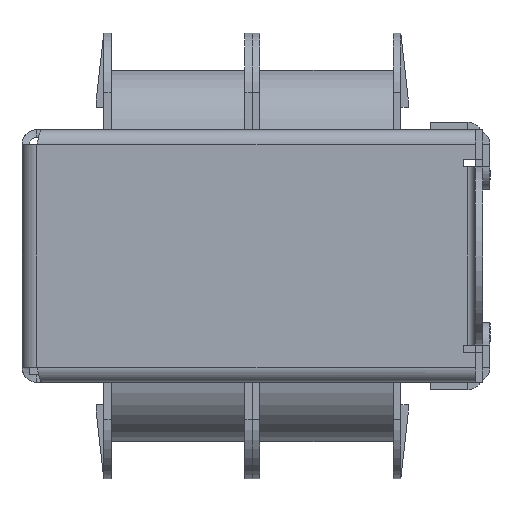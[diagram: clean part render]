
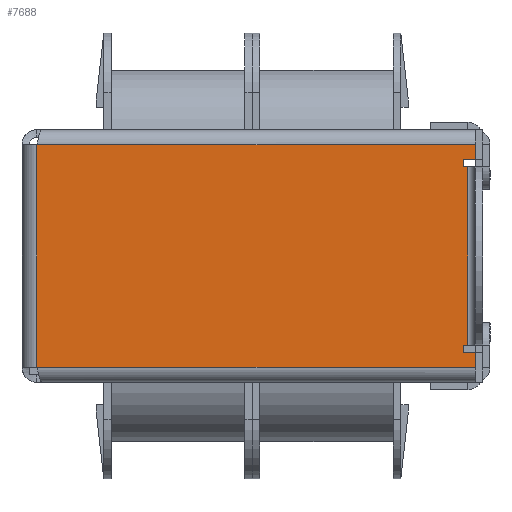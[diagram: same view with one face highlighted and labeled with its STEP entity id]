
A CAD part, left-side view. The second image highlights one B-rep face of the part: STEP entity #7688.
In plain terms, the highlighted planar face has unit normal (-1, 0, 0).
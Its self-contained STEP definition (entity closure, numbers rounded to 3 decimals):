
#560=FACE_OUTER_BOUND('',#1016,.T.);
#1016=EDGE_LOOP('',(#5353,#5354,#5355,#5356,#5357,#5358,#5359,#5360,#5361,
#5362,#5363,#5364));
#1523=LINE('',#11381,#2451);
#1531=LINE('',#11406,#2459);
#1532=LINE('',#11410,#2460);
#1536=LINE('',#11417,#2464);
#1546=LINE('',#11438,#2474);
#1549=LINE('',#11443,#2477);
#1551=LINE('',#11446,#2479);
#1552=LINE('',#11449,#2480);
#1553=LINE('',#11451,#2481);
#1554=LINE('',#11453,#2482);
#1555=LINE('',#11455,#2483);
#1556=LINE('',#11456,#2484);
#2451=VECTOR('',#9173,10.);
#2459=VECTOR('',#9203,10.);
#2460=VECTOR('',#9206,10.);
#2464=VECTOR('',#9212,10.);
#2474=VECTOR('',#9226,10.);
#2477=VECTOR('',#9231,10.);
#2479=VECTOR('',#9235,10.);
#2480=VECTOR('',#9238,10.);
#2481=VECTOR('',#9239,10.);
#2482=VECTOR('',#9240,10.);
#2483=VECTOR('',#9241,10.);
#2484=VECTOR('',#9242,10.);
#3365=VERTEX_POINT('',#11371);
#3366=VERTEX_POINT('',#11375);
#3372=VERTEX_POINT('',#11404);
#3373=VERTEX_POINT('',#11408);
#3374=VERTEX_POINT('',#11409);
#3384=VERTEX_POINT('',#11436);
#3385=VERTEX_POINT('',#11437);
#3386=VERTEX_POINT('',#11442);
#3387=VERTEX_POINT('',#11448);
#3388=VERTEX_POINT('',#11450);
#3389=VERTEX_POINT('',#11452);
#3390=VERTEX_POINT('',#11454);
#4083=EDGE_CURVE('',#3365,#3366,#1523,.T.);
#4095=EDGE_CURVE('',#3366,#3372,#1531,.T.);
#4096=EDGE_CURVE('',#3373,#3374,#1532,.T.);
#4100=EDGE_CURVE('',#3372,#3373,#1536,.T.);
#4110=EDGE_CURVE('',#3384,#3385,#1546,.T.);
#4113=EDGE_CURVE('',#3386,#3365,#1549,.T.);
#4115=EDGE_CURVE('',#3385,#3386,#1551,.T.);
#4116=EDGE_CURVE('',#3374,#3387,#1552,.T.);
#4117=EDGE_CURVE('',#3387,#3388,#1553,.T.);
#4118=EDGE_CURVE('',#3388,#3389,#1554,.T.);
#4119=EDGE_CURVE('',#3389,#3390,#1555,.T.);
#4120=EDGE_CURVE('',#3390,#3384,#1556,.T.);
#5353=ORIENTED_EDGE('',*,*,#4096,.T.);
#5354=ORIENTED_EDGE('',*,*,#4116,.T.);
#5355=ORIENTED_EDGE('',*,*,#4117,.T.);
#5356=ORIENTED_EDGE('',*,*,#4118,.T.);
#5357=ORIENTED_EDGE('',*,*,#4119,.T.);
#5358=ORIENTED_EDGE('',*,*,#4120,.T.);
#5359=ORIENTED_EDGE('',*,*,#4110,.T.);
#5360=ORIENTED_EDGE('',*,*,#4115,.T.);
#5361=ORIENTED_EDGE('',*,*,#4113,.T.);
#5362=ORIENTED_EDGE('',*,*,#4083,.T.);
#5363=ORIENTED_EDGE('',*,*,#4095,.T.);
#5364=ORIENTED_EDGE('',*,*,#4100,.T.);
#7312=PLANE('',#8309);
#7688=ADVANCED_FACE('',(#560),#7312,.T.);
#8309=AXIS2_PLACEMENT_3D('',#11447,#9236,#9237);
#9173=DIRECTION('',(0.,0.,1.));
#9203=DIRECTION('',(0.,1.,0.));
#9206=DIRECTION('',(0.,-1.,0.));
#9212=DIRECTION('',(0.,0.,1.));
#9226=DIRECTION('',(0.,1.,0.));
#9231=DIRECTION('',(0.,-1.,0.));
#9235=DIRECTION('',(0.,0.,1.));
#9236=DIRECTION('center_axis',(-1.,0.,0.));
#9237=DIRECTION('ref_axis',(0.,0.,1.));
#9238=DIRECTION('',(0.,0.,1.));
#9239=DIRECTION('',(0.,1.,0.));
#9240=DIRECTION('',(0.,0.,-1.));
#9241=DIRECTION('',(0.,-1.,0.));
#9242=DIRECTION('',(0.,0.,1.));
#11371=CARTESIAN_POINT('',(-18.5,-14.5,1.5));
#11375=CARTESIAN_POINT('',(-18.5,-14.5,13.5));
#11381=CARTESIAN_POINT('',(-18.5,-14.5,4.5));
#11404=CARTESIAN_POINT('',(-18.5,-14.25,13.5));
#11406=CARTESIAN_POINT('',(-18.5,-7.342,13.5));
#11408=CARTESIAN_POINT('',(-18.5,-14.25,14.));
#11409=CARTESIAN_POINT('',(-18.5,-15.,14.));
#11410=CARTESIAN_POINT('',(-18.5,-6.967,14.));
#11417=CARTESIAN_POINT('',(-18.5,-14.25,10.5));
#11436=CARTESIAN_POINT('',(-18.5,-15.,1.));
#11437=CARTESIAN_POINT('',(-18.5,-14.25,1.));
#11438=CARTESIAN_POINT('',(-18.5,-7.342,1.));
#11442=CARTESIAN_POINT('',(-18.5,-14.25,1.5));
#11443=CARTESIAN_POINT('',(-18.5,-6.967,1.5));
#11446=CARTESIAN_POINT('',(-18.5,-14.25,4.25));
#11447=CARTESIAN_POINT('Origin',(-18.5,0.315,7.5));
#11448=CARTESIAN_POINT('',(-18.5,-15.,15.));
#11449=CARTESIAN_POINT('',(-18.5,-15.,15.5));
#11450=CARTESIAN_POINT('',(-18.5,14.5,15.));
#11451=CARTESIAN_POINT('',(-18.5,7.408,15.));
#11452=CARTESIAN_POINT('',(-18.5,14.5,0.));
#11453=CARTESIAN_POINT('',(-18.5,14.5,7.5));
#11454=CARTESIAN_POINT('',(-18.5,-15.,0.));
#11455=CARTESIAN_POINT('',(-18.5,-7.342,0.));
#11456=CARTESIAN_POINT('',(-18.5,-15.,15.5));
